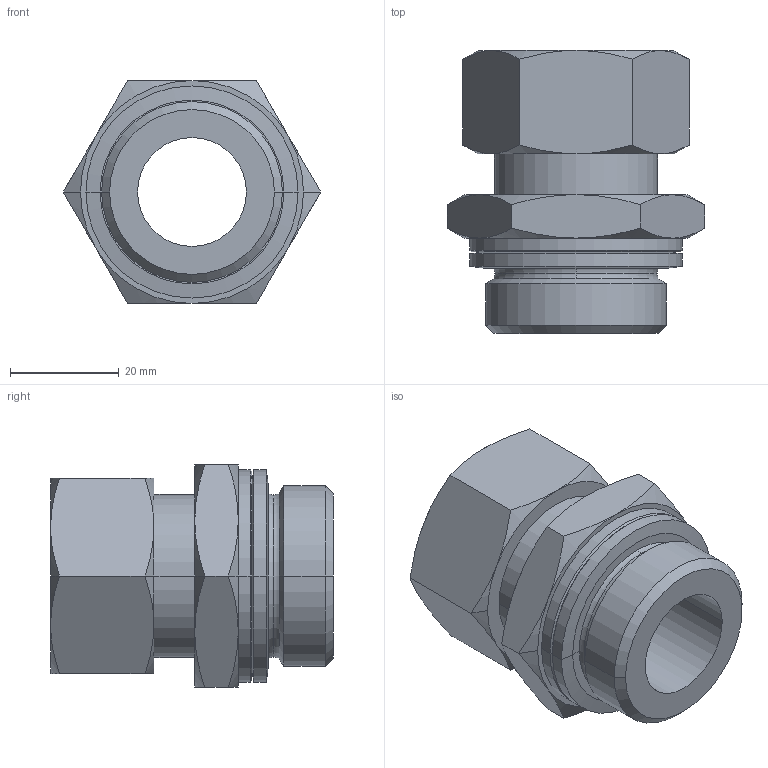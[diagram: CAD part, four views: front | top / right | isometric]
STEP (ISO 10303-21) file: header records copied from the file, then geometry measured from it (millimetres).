
FILE_DESCRIPTION(('STEP AP214'),'1');
FILE_NAME('0101_22_34_39.stp','2016-07-07T14:58:40',('TraceParts'),('TraceParts S.A.'),'Spatial InterOp 3D',' ',' ');
FILE_SCHEMA(('automotive_design'));
Length unit declared in the file: millimetre
Products named in the file (1): 1
Bounding box: 47.34 x 52.02 x 41 mm (x, y, z)
Volume: 36530.8 mm3; surface area: 13046.5 mm2
Topology: 1 solids, 1 shells, 79 faces, 170 edges, 98 vertices
Faces by surface type: cone 44, plane 19, cylinder 12, torus 4
Entity records: 2181 total; most frequent: CARTESIAN_POINT 540, DIRECTION 360, ORIENTED_EDGE 340, EDGE_CURVE 170, AXIS2_PLACEMENT_3D 158, VERTEX_POINT 98, EDGE_LOOP 86, ADVANCED_FACE 79
